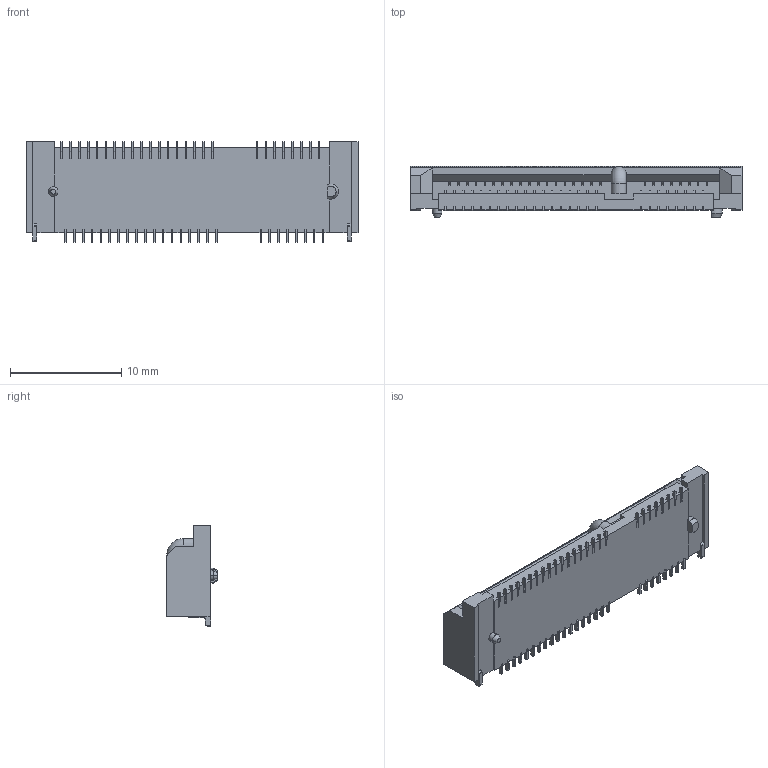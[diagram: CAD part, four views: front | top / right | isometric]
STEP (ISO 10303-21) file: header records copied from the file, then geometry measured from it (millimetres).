
FILE_DESCRIPTION((''),'2;1');
FILE_NAME('C-1-1775861-2','2018-12-03T02:19:29',('workeradm'),('TE Connectivity Ltd.'),'CREO PARAMETRIC BY PTC INC, 2018190','CREO PARAMETRIC BY PTC INC, 2018190','');
FILE_SCHEMA(('AUTOMOTIVE_DESIGN { 1 0 10303 214 1 1 1 1 }'));
Length unit declared in the file: millimetre
Products named in the file (1): C-1-1775861-2
Bounding box: 29.9 x 4.65 x 9.09 mm (x, y, z)
Volume: 681.1 mm3; surface area: 967.4 mm2
Topology: 1 solids, 1 shells, 1095 faces, 3219 edges, 2126 vertices
Faces by surface type: plane 637, cylinder 454, cone 3, torus 1
Entity records: 46191 total; most frequent: CARTESIAN_POINT 6463, ORIENTED_EDGE 6438, DIRECTION 6321, PRESENTATION_STYLE_ASSIGNMENT 3220, STYLED_ITEM 3220, CURVE_STYLE 3219, EDGE_CURVE 3219, VECTOR 2295
